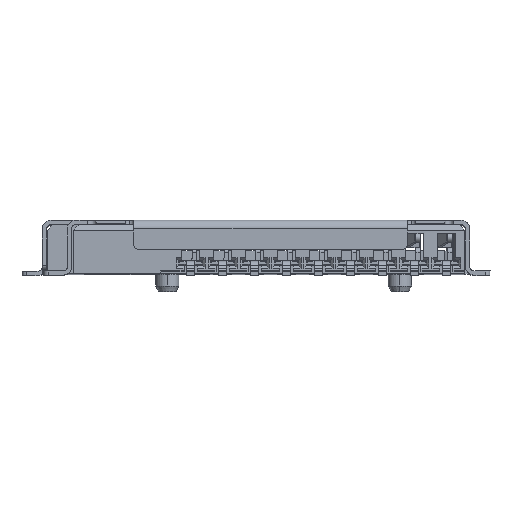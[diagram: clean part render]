
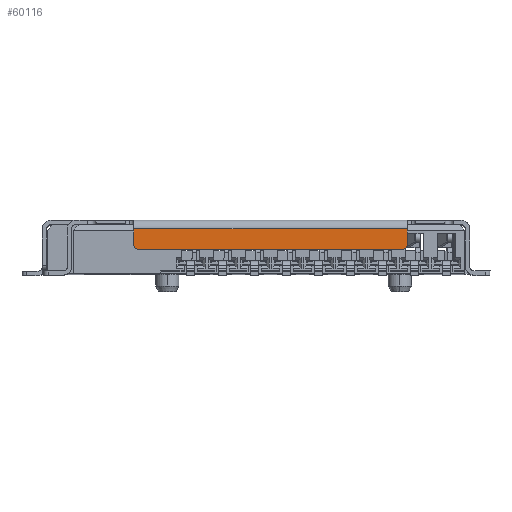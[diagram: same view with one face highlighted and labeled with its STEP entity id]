
A CAD part, top view. The second image highlights one B-rep face of the part: STEP entity #60116.
In plain terms, the highlighted planar face has unit normal (0, 0, 1).
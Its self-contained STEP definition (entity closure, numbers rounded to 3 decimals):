
#865 = CARTESIAN_POINT ( 'NONE',  ( 4.438, 1.55, 0.15 ) ) ;
#1758 = VECTOR ( 'NONE', #44576, 1000. ) ;
#4857 = LINE ( 'NONE', #47266, #61762 ) ;
#6144 = EDGE_CURVE ( 'NONE', #38601, #51827, #4857, .T. ) ;
#6351 = LINE ( 'NONE', #53619, #62432 ) ;
#7663 = CARTESIAN_POINT ( 'NONE',  ( -5., 0.85, 0.15 ) ) ;
#8018 = CARTESIAN_POINT ( 'NONE',  ( 4.1, 0.85, 0.15 ) ) ;
#8194 = EDGE_CURVE ( 'NONE', #38601, #31273, #16379, .T. ) ;
#8592 = DIRECTION ( 'NONE',  ( 1., 0., 0. ) ) ;
#9165 = DIRECTION ( 'NONE',  ( 0., -1., 0. ) ) ;
#13102 = VERTEX_POINT ( 'NONE', #7663 ) ;
#13268 = EDGE_CURVE ( 'NONE', #13102, #15610, #56446, .T. ) ;
#13555 = CIRCLE ( 'NONE', #18144, 0.15 ) ;
#13708 = VERTEX_POINT ( 'NONE', #71202 ) ;
#13778 = CARTESIAN_POINT ( 'NONE',  ( 4.1, 1., 0.15 ) ) ;
#14026 = DIRECTION ( 'NONE',  ( 0., 0., -1. ) ) ;
#15610 = VERTEX_POINT ( 'NONE', #8018 ) ;
#16379 = LINE ( 'NONE', #865, #1758 ) ;
#18144 = AXIS2_PLACEMENT_3D ( 'NONE', #43713, #28083, #33158 ) ;
#19958 = CARTESIAN_POINT ( 'NONE',  ( -0.45, 0.85, 0.15 ) ) ;
#20698 = PLANE ( 'NONE',  #70803 ) ;
#25752 = CIRCLE ( 'NONE', #32117, 0.15 ) ;
#28083 = DIRECTION ( 'NONE',  ( 0., 0., 1. ) ) ;
#30304 = EDGE_CURVE ( 'NONE', #51827, #13102, #13555, .T. ) ;
#31240 = CARTESIAN_POINT ( 'NONE',  ( 4.25, 1.55, 0.15 ) ) ;
#31273 = VERTEX_POINT ( 'NONE', #31240 ) ;
#31763 = EDGE_CURVE ( 'NONE', #13708, #31273, #6351, .T. ) ;
#32117 = AXIS2_PLACEMENT_3D ( 'NONE', #13778, #14026, #63902 ) ;
#33158 = DIRECTION ( 'NONE',  ( 1., 0., 0. ) ) ;
#34380 = ORIENTED_EDGE ( 'NONE', *, *, #31763, .T. ) ;
#35998 = CARTESIAN_POINT ( 'NONE',  ( -5.15, 1., 0.15 ) ) ;
#37398 = DIRECTION ( 'NONE',  ( 0., 1., 0. ) ) ;
#38601 = VERTEX_POINT ( 'NONE', #39580 ) ;
#39580 = CARTESIAN_POINT ( 'NONE',  ( -5.15, 1.55, 0.15 ) ) ;
#40346 = EDGE_LOOP ( 'NONE', ( #34380, #41289, #51814, #46484, #51596, #42847 ) ) ;
#41289 = ORIENTED_EDGE ( 'NONE', *, *, #8194, .F. ) ;
#41680 = VECTOR ( 'NONE', #8592, 1000. ) ;
#42847 = ORIENTED_EDGE ( 'NONE', *, *, #48244, .F. ) ;
#43713 = CARTESIAN_POINT ( 'NONE',  ( -5., 1., 0.15 ) ) ;
#44576 = DIRECTION ( 'NONE',  ( 1., 0., 0. ) ) ;
#46484 = ORIENTED_EDGE ( 'NONE', *, *, #30304, .T. ) ;
#47266 = CARTESIAN_POINT ( 'NONE',  ( -5.15, 1.425, 0.15 ) ) ;
#48244 = EDGE_CURVE ( 'NONE', #13708, #15610, #25752, .T. ) ;
#51596 = ORIENTED_EDGE ( 'NONE', *, *, #13268, .T. ) ;
#51814 = ORIENTED_EDGE ( 'NONE', *, *, #6144, .T. ) ;
#51827 = VERTEX_POINT ( 'NONE', #35998 ) ;
#53619 = CARTESIAN_POINT ( 'NONE',  ( 4.25, 1.2, 0.15 ) ) ;
#56446 = LINE ( 'NONE', #19958, #41680 ) ;
#58821 = DIRECTION ( 'NONE',  ( 0., 0., 1. ) ) ;
#59055 = CARTESIAN_POINT ( 'NONE',  ( -0.45, 1.2, 0.15 ) ) ;
#60116 = ADVANCED_FACE ( 'NONE', ( #64583 ), #20698, .T. ) ;
#61762 = VECTOR ( 'NONE', #9165, 1000. ) ;
#62432 = VECTOR ( 'NONE', #37398, 1000. ) ;
#63902 = DIRECTION ( 'NONE',  ( -1., 0., 0. ) ) ;
#64341 = DIRECTION ( 'NONE',  ( 1., 0., 0. ) ) ;
#64583 = FACE_OUTER_BOUND ( 'NONE', #40346, .T. ) ;
#70803 = AXIS2_PLACEMENT_3D ( 'NONE', #59055, #58821, #64341 ) ;
#71202 = CARTESIAN_POINT ( 'NONE',  ( 4.25, 1., 0.15 ) ) ;
